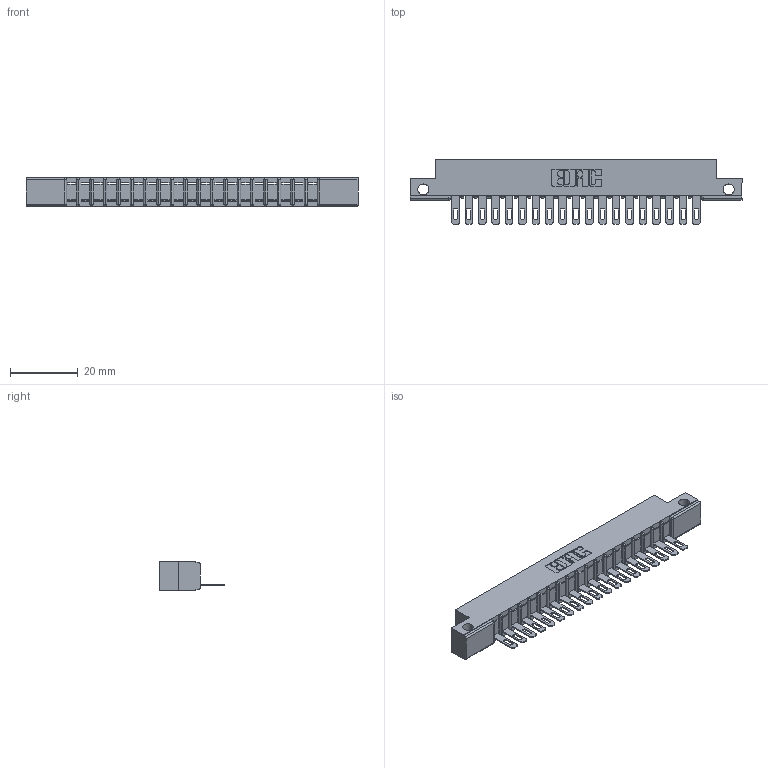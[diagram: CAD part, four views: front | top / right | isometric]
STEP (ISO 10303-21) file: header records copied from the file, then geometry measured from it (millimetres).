
FILE_DESCRIPTION (( 'STEP AP203' ), '1' );
FILE_NAME ('357-019-405-112.STEP', '2020-10-01T01:09:26', ( '' ), ( '' ), 'SwSTEP 2.0', 'SolidWorks 2020', '' );
FILE_SCHEMA (( 'CONFIG_CONTROL_DESIGN' ));
Length unit declared in the file: inch
Products named in the file (3): 357-019-405-112; 307-290-001_505; 307 Part_.128 Dia Side Mounting Holes
Assembly tree (20 placements, depth 2):
  357-019-405-112
    307 Part_.128 Dia Side Mounting Holes
    307-290-001_505  x19
Bounding box: 98.3 x 19.18 x 8.71 mm (x, y, z)
Volume: 6163.5 mm3; surface area: 9446.4 mm2
Topology: 20 solids, 20 shells, 1202 faces, 3401 edges, 2186 vertices
Faces by surface type: plane 754, cylinder 408, sphere 40
Entity records: 19100 total; most frequent: CARTESIAN_POINT 3208, ORIENTED_EDGE 3194, DIRECTION 3135, EDGE_CURVE 1597, LINE 1213, VECTOR 1213, VERTEX_POINT 1034, AXIS2_PLACEMENT_3D 961
